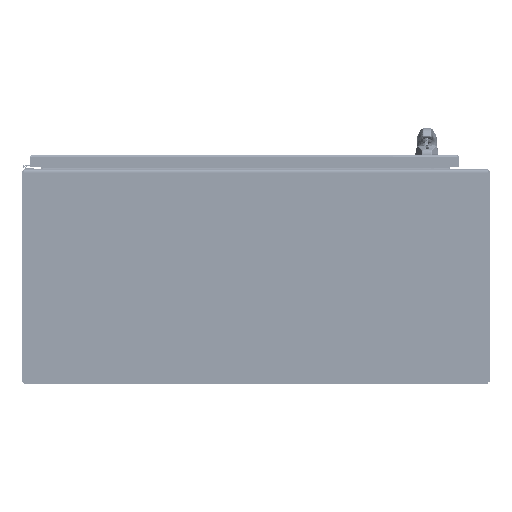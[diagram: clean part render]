
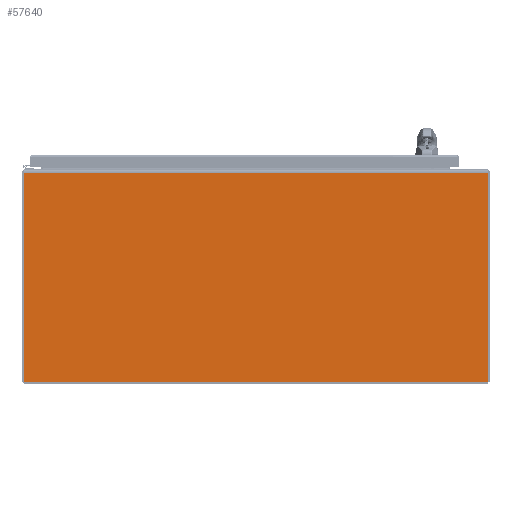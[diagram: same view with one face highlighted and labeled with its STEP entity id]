
A CAD part, front view. The second image highlights one B-rep face of the part: STEP entity #57640.
In plain terms, the highlighted face is planar.
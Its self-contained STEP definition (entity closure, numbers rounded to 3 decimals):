
#3184=PLANE('',#62549);
#4663=FACE_OUTER_BOUND('',#8143,.T.);
#8143=EDGE_LOOP('',(#38724,#38725,#38726,#38727));
#15155=LINE('',#87209,#19641);
#15160=LINE('',#87223,#19646);
#15162=LINE('',#87228,#19648);
#15164=LINE('',#87232,#19650);
#19641=VECTOR('',#69534,0.394);
#19646=VECTOR('',#69545,0.394);
#19648=VECTOR('',#69553,0.394);
#19650=VECTOR('',#69559,0.394);
#24081=VERTEX_POINT('',#87206);
#24082=VERTEX_POINT('',#87208);
#24087=VERTEX_POINT('',#87220);
#24088=VERTEX_POINT('',#87222);
#29640=EDGE_CURVE('',#24081,#24082,#15155,.T.);
#29647=EDGE_CURVE('',#24087,#24088,#15160,.T.);
#29650=EDGE_CURVE('',#24081,#24088,#15162,.T.);
#29652=EDGE_CURVE('',#24082,#24087,#15164,.T.);
#38724=ORIENTED_EDGE('',*,*,#29650,.T.);
#38725=ORIENTED_EDGE('',*,*,#29647,.F.);
#38726=ORIENTED_EDGE('',*,*,#29652,.F.);
#38727=ORIENTED_EDGE('',*,*,#29640,.F.);
#57640=ADVANCED_FACE('',(#4663),#3184,.F.);
#62549=AXIS2_PLACEMENT_3D('',#87233,#69560,#69561);
#69534=DIRECTION('',(0.,-1.,0.));
#69545=DIRECTION('',(0.,1.,0.));
#69553=DIRECTION('',(1.,0.,0.));
#69559=DIRECTION('',(1.,0.,0.));
#69560=DIRECTION('center_axis',(0.,0.,1.));
#69561=DIRECTION('ref_axis',(1.,0.,0.));
#87206=CARTESIAN_POINT('',(0.,17.701,0.));
#87208=CARTESIAN_POINT('',(0.,0.,0.));
#87209=CARTESIAN_POINT('',(0.,17.857,0.));
#87220=CARTESIAN_POINT('',(39.232,0.,0.));
#87222=CARTESIAN_POINT('',(39.232,17.701,0.));
#87223=CARTESIAN_POINT('',(39.232,0.,0.));
#87228=CARTESIAN_POINT('',(9.808,17.701,0.));
#87232=CARTESIAN_POINT('',(0.,0.,0.));
#87233=CARTESIAN_POINT('Origin',(19.616,8.929,0.));
